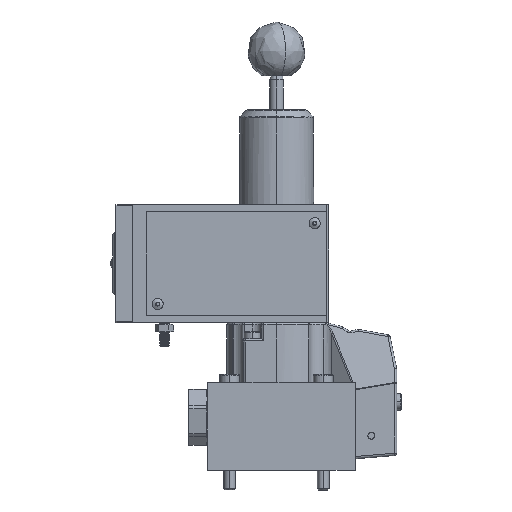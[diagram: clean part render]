
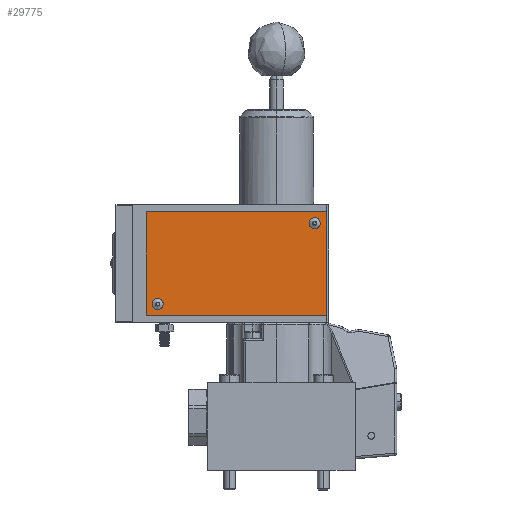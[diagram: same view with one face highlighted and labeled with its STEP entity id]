
A CAD part, left-side view. The second image highlights one B-rep face of the part: STEP entity #29775.
In plain terms, the highlighted planar face has unit normal (-1, 0, 0).
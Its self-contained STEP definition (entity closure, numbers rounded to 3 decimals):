
#55 = CARTESIAN_POINT ( 'NONE',  ( -24.294, 55.332, 67. ) ) ;
#76 = CARTESIAN_POINT ( 'NONE',  ( -24.294, -17.668, 105.75 ) ) ;
#112 = CARTESIAN_POINT ( 'NONE',  ( -24.294, 55.332, 112. ) ) ;
#263 = CARTESIAN_POINT ( 'NONE',  ( -24.294, 50.332, 70.75 ) ) ;
#543 = CARTESIAN_POINT ( 'NONE',  ( -24.294, 50.332, 73.25 ) ) ;
#549 = CARTESIAN_POINT ( 'NONE',  ( -24.294, -17.668, 108.25 ) ) ;
#630 = CARTESIAN_POINT ( 'NONE',  ( -24.294, -22.668, 67. ) ) ;
#868 = CARTESIAN_POINT ( 'NONE',  ( -24.294, -22.668, 112. ) ) ;
#2540 = EDGE_CURVE ( 'NONE', #9824, #9485, #13730, .T. ) ;
#2713 = EDGE_CURVE ( 'NONE', #9829, #9300, #14168, .T. ) ;
#2788 = EDGE_CURVE ( 'NONE', #9300, #9829, #14385, .T. ) ;
#2825 = EDGE_CURVE ( 'NONE', #9336, #10282, #14456, .T. ) ;
#3007 = EDGE_CURVE ( 'NONE', #9485, #9824, #14465, .T. ) ;
#3023 = EDGE_CURVE ( 'NONE', #9282, #9336, #14021, .T. ) ;
#3091 = EDGE_CURVE ( 'NONE', #10282, #9917, #14026, .T. ) ;
#3125 = EDGE_CURVE ( 'NONE', #9917, #9282, #13635, .T. ) ;
#6068 = DIRECTION ( 'NONE',  ( 0., 0., -1. ) ) ;
#6070 = DIRECTION ( 'NONE',  ( -1., 0., 0. ) ) ;
#6071 = CARTESIAN_POINT ( 'NONE',  ( -24.294, 50.332, 72. ) ) ;
#7374 = FACE_BOUND ( 'NONE', #10077, .T. ) ;
#7375 = FACE_OUTER_BOUND ( 'NONE', #10086, .T. ) ;
#7378 = FACE_BOUND ( 'NONE', #10072, .T. ) ;
#9282 = VERTEX_POINT ( 'NONE', #55 ) ;
#9300 = VERTEX_POINT ( 'NONE', #76 ) ;
#9336 = VERTEX_POINT ( 'NONE', #112 ) ;
#9485 = VERTEX_POINT ( 'NONE', #263 ) ;
#9824 = VERTEX_POINT ( 'NONE', #543 ) ;
#9829 = VERTEX_POINT ( 'NONE', #549 ) ;
#9917 = VERTEX_POINT ( 'NONE', #630 ) ;
#10072 = EDGE_LOOP ( 'NONE', ( #46039, #46544 ) ) ;
#10077 = EDGE_LOOP ( 'NONE', ( #28683, #46231 ) ) ;
#10086 = EDGE_LOOP ( 'NONE', ( #45884, #46190, #46016, #28689 ) ) ;
#10282 = VERTEX_POINT ( 'NONE', #868 ) ;
#13125 = AXIS2_PLACEMENT_3D ( 'NONE', #32508, #32506, #32504 ) ;
#13208 = AXIS2_PLACEMENT_3D ( 'NONE', #48151, #48150, #48148 ) ;
#13244 = AXIS2_PLACEMENT_3D ( 'NONE', #49541, #49539, #49536 ) ;
#13316 = AXIS2_PLACEMENT_3D ( 'NONE', #6071, #6070, #6068 ) ;
#13605 = VECTOR ( 'NONE', #31173, 1000. ) ;
#13635 = LINE ( 'NONE', #31175, #13605 ) ;
#13730 = CIRCLE ( 'NONE', #13316, 1.25 ) ;
#14021 = LINE ( 'NONE', #32398, #14218 ) ;
#14026 = LINE ( 'NONE', #31822, #14065 ) ;
#14065 = VECTOR ( 'NONE', #31787, 1000. ) ;
#14168 = CIRCLE ( 'NONE', #13244, 1.25 ) ;
#14218 = VECTOR ( 'NONE', #32403, 1000. ) ;
#14385 = CIRCLE ( 'NONE', #13208, 1.25 ) ;
#14456 = LINE ( 'NONE', #49352, #14469 ) ;
#14465 = CIRCLE ( 'NONE', #13125, 1.25 ) ;
#14469 = VECTOR ( 'NONE', #49373, 1000. ) ;
#22784 = AXIS2_PLACEMENT_3D ( 'NONE', #40574, #40575, #40576 ) ;
#28683 = ORIENTED_EDGE ( 'NONE', *, *, #2788, .F. ) ;
#28689 = ORIENTED_EDGE ( 'NONE', *, *, #3125, .F. ) ;
#29775 = ADVANCED_FACE ( 'NONE', ( #7374, #7375, #7378 ), #40568, .F. ) ;
#31173 = DIRECTION ( 'NONE',  ( 0., 1., 0. ) ) ;
#31175 = CARTESIAN_POINT ( 'NONE',  ( -24.294, 55.332, 67. ) ) ;
#31787 = DIRECTION ( 'NONE',  ( 0., 0., -1. ) ) ;
#31822 = CARTESIAN_POINT ( 'NONE',  ( -24.294, -22.668, 67. ) ) ;
#32398 = CARTESIAN_POINT ( 'NONE',  ( -24.294, 55.332, 67. ) ) ;
#32403 = DIRECTION ( 'NONE',  ( 0., 0., 1. ) ) ;
#32504 = DIRECTION ( 'NONE',  ( 0., 0., -1. ) ) ;
#32506 = DIRECTION ( 'NONE',  ( -1., 0., 0. ) ) ;
#32508 = CARTESIAN_POINT ( 'NONE',  ( -24.294, 50.332, 72. ) ) ;
#40568 = PLANE ( 'NONE',  #22784 ) ;
#40574 = CARTESIAN_POINT ( 'NONE',  ( -24.294, 55.332, 67. ) ) ;
#40575 = DIRECTION ( 'NONE',  ( 1., 0., 0. ) ) ;
#40576 = DIRECTION ( 'NONE',  ( 0., 0., -1. ) ) ;
#45884 = ORIENTED_EDGE ( 'NONE', *, *, #3091, .F. ) ;
#46016 = ORIENTED_EDGE ( 'NONE', *, *, #3023, .F. ) ;
#46039 = ORIENTED_EDGE ( 'NONE', *, *, #3007, .F. ) ;
#46190 = ORIENTED_EDGE ( 'NONE', *, *, #2825, .F. ) ;
#46231 = ORIENTED_EDGE ( 'NONE', *, *, #2713, .F. ) ;
#46544 = ORIENTED_EDGE ( 'NONE', *, *, #2540, .F. ) ;
#48148 = DIRECTION ( 'NONE',  ( 0., 0., -1. ) ) ;
#48150 = DIRECTION ( 'NONE',  ( -1., 0., 0. ) ) ;
#48151 = CARTESIAN_POINT ( 'NONE',  ( -24.294, -17.668, 107. ) ) ;
#49352 = CARTESIAN_POINT ( 'NONE',  ( -24.294, 55.332, 112. ) ) ;
#49373 = DIRECTION ( 'NONE',  ( 0., -1., 0. ) ) ;
#49536 = DIRECTION ( 'NONE',  ( 0., 0., -1. ) ) ;
#49539 = DIRECTION ( 'NONE',  ( -1., 0., 0. ) ) ;
#49541 = CARTESIAN_POINT ( 'NONE',  ( -24.294, -17.668, 107. ) ) ;
